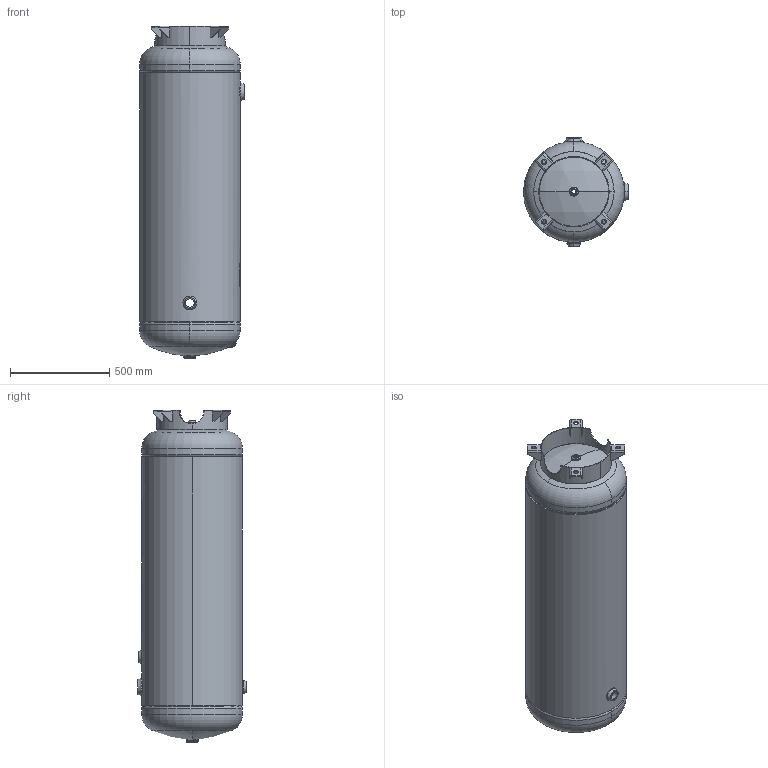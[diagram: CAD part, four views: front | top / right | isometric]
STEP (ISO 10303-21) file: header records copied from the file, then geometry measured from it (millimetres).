
FILE_DESCRIPTION (( 'STEP AP203' ), '1' );
FILE_NAME ('302415.STEP', '2012-02-03T23:35:10', ( '' ), ( '' ), 'SwSTEP 2.0', 'SolidWorks 2011', '' );
FILE_SCHEMA (( 'CONFIG_CONTROL_DESIGN' ));
Length unit declared in the file: inch
Products named in the file (1): 302415
Bounding box: 529.13 x 547.93 x 1676.46 mm (x, y, z)
Surface area: 5617809.4 mm2 (no closed solid volume)
Topology: 0 solids, 23 shells, 252 faces, 649 edges, 418 vertices
Faces by surface type: plane 100, cylinder 73, torus 60, bspline 11, sphere 8
Full cylindrical faces by diameter (mm): 496.468 x1, 508 x1
Entity records: 11108 total; most frequent: CARTESIAN_POINT 4897, DIRECTION 1362, ORIENTED_EDGE 1132, EDGE_CURVE 649, AXIS2_PLACEMENT_3D 546, VERTEX_POINT 418, CIRCLE 304, EDGE_LOOP 288
